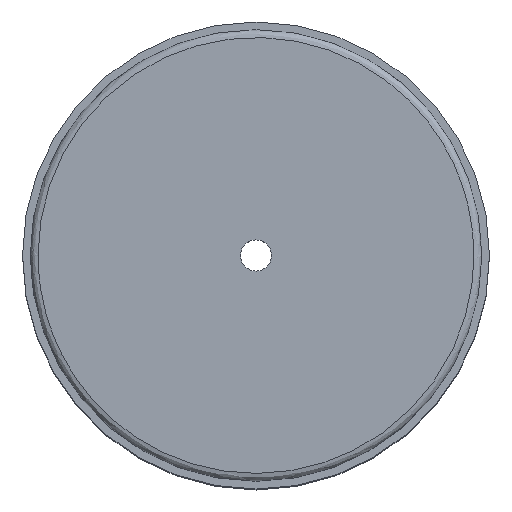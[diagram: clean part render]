
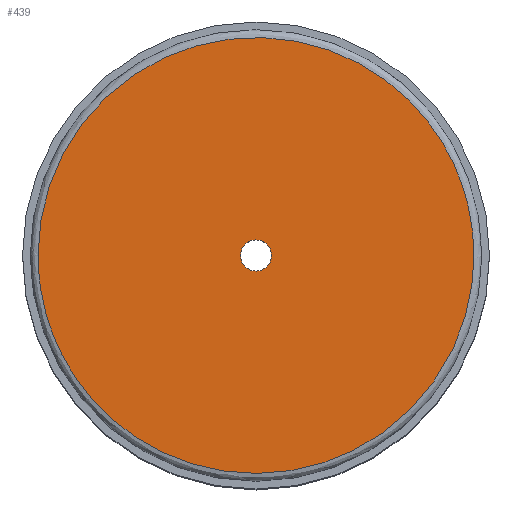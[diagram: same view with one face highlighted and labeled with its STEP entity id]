
A CAD part, top view. The second image highlights one B-rep face of the part: STEP entity #439.
In plain terms, the highlighted planar face has unit normal (0, 0, 1).
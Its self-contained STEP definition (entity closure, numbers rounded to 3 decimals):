
#24 = CARTESIAN_POINT ( 'NONE',  ( -14., 28., 16. ) ) ;
#25 = DIRECTION ( 'NONE',  ( 1., 0., 0. ) ) ;
#56 = DIRECTION ( 'NONE',  ( 0., 0., -1. ) ) ;
#66 = EDGE_LOOP ( 'NONE', ( #664 ) ) ;
#109 = CARTESIAN_POINT ( 'NONE',  ( -1., 0., 16. ) ) ;
#123 = ORIENTED_EDGE ( 'NONE', *, *, #125, .F. ) ;
#124 = CARTESIAN_POINT ( 'NONE',  ( -14., -28., 16. ) ) ;
#125 = EDGE_CURVE ( 'NONE', #276, #276, #184, .T. ) ;
#138 = CARTESIAN_POINT ( 'NONE',  ( 14., 28., 16. ) ) ;
#142 = CARTESIAN_POINT ( 'NONE',  ( 14., 0., 16. ) ) ;
#166 = CARTESIAN_POINT ( 'NONE',  ( 0., 0., 16. ) ) ;
#184 =( BOUNDED_CURVE ( )  B_SPLINE_CURVE ( 3, ( #187, #309, #124, #493, #24, #138, #142 ),
 .UNSPECIFIED., .T., .F. ) 
 B_SPLINE_CURVE_WITH_KNOTS ( ( 4, 3, 4 ),
 ( 0., 0.5, 1. ),
 .UNSPECIFIED. ) 
 CURVE ( )  GEOMETRIC_REPRESENTATION_ITEM ( )  RATIONAL_B_SPLINE_CURVE ( ( 1., 0.333, 0.333, 1., 0.333, 0.333, 1. ) ) 
 REPRESENTATION_ITEM ( '' )  );
#187 = CARTESIAN_POINT ( 'NONE',  ( 14., 0., 16. ) ) ;
#219 = AXIS2_PLACEMENT_3D ( 'NONE', #613, #616, #25 ) ;
#276 = VERTEX_POINT ( 'NONE', #693 ) ;
#309 = CARTESIAN_POINT ( 'NONE',  ( 14., -28., 16. ) ) ;
#369 = CIRCLE ( 'NONE', #583, 1. ) ;
#408 = FACE_BOUND ( 'NONE', #66, .T. ) ;
#438 = PLANE ( 'NONE',  #219 ) ;
#439 = ADVANCED_FACE ( 'NONE', ( #722, #408 ), #438, .T. ) ;
#463 = EDGE_LOOP ( 'NONE', ( #123 ) ) ;
#493 = CARTESIAN_POINT ( 'NONE',  ( -14., 0., 16. ) ) ;
#517 = DIRECTION ( 'NONE',  ( -1., 0., 0. ) ) ;
#583 = AXIS2_PLACEMENT_3D ( 'NONE', #166, #56, #517 ) ;
#613 = CARTESIAN_POINT ( 'NONE',  ( -14.5, 0., 16. ) ) ;
#616 = DIRECTION ( 'NONE',  ( 0., 0., 1. ) ) ;
#651 = VERTEX_POINT ( 'NONE', #109 ) ;
#664 = ORIENTED_EDGE ( 'NONE', *, *, #726, .T. ) ;
#693 = CARTESIAN_POINT ( 'NONE',  ( 14., 0., 16. ) ) ;
#722 = FACE_OUTER_BOUND ( 'NONE', #463, .T. ) ;
#726 = EDGE_CURVE ( 'NONE', #651, #651, #369, .T. ) ;
